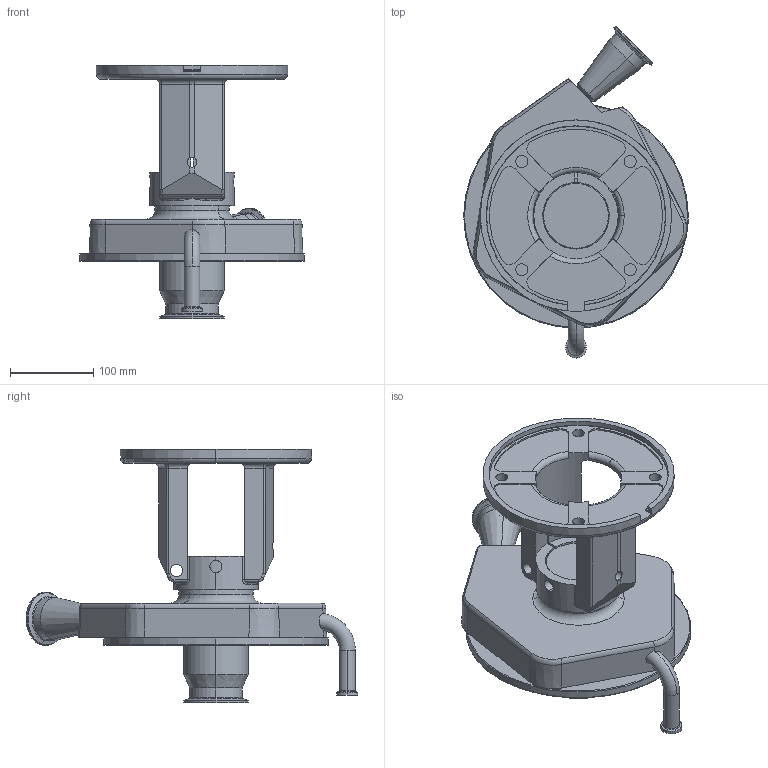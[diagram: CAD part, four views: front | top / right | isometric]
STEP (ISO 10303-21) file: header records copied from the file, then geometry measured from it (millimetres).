
FILE_DESCRIPTION (( 'STEP AP214' ), '1' );
FILE_NAME ('FPR 741-742 180-250TC 45L 3-4 IN ELBOW FRONT DRAIN.STEP', '2023-01-10T20:51:06', ( '' ), ( '' ), 'SwSTEP 2.0', 'SolidWorks 2021', '' );
FILE_SCHEMA (( 'AUTOMOTIVE_DESIGN' ));
Length unit declared in the file: millimetre
Products named in the file (1): FPR 741-742 180-250TC 45L 3-4 IN ELBOW FRONT DRAIN
Bounding box: 270 x 399.02 x 305 mm (x, y, z)
Volume: 2771177.4 mm3; surface area: 520863.8 mm2
Topology: 1 solids, 6 shells, 409 faces, 1015 edges, 607 vertices
Faces by surface type: cylinder 148, torus 94, plane 88, cone 66, bspline 9, sphere 4
Entity records: 14119 total; most frequent: CARTESIAN_POINT 4300, DIRECTION 2213, ORIENTED_EDGE 1994, EDGE_CURVE 997, AXIS2_PLACEMENT_3D 928, VERTEX_POINT 606, CIRCLE 527, EDGE_LOOP 445
